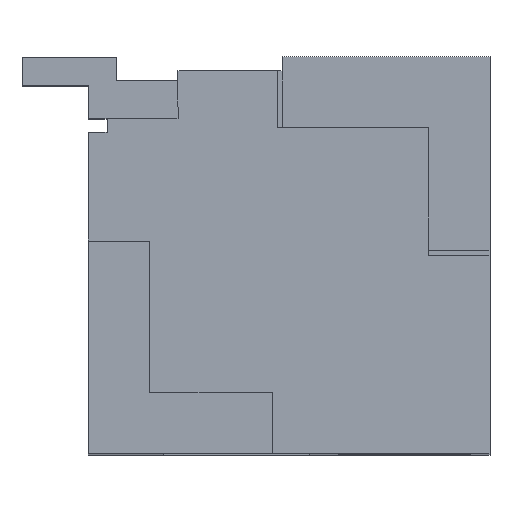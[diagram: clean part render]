
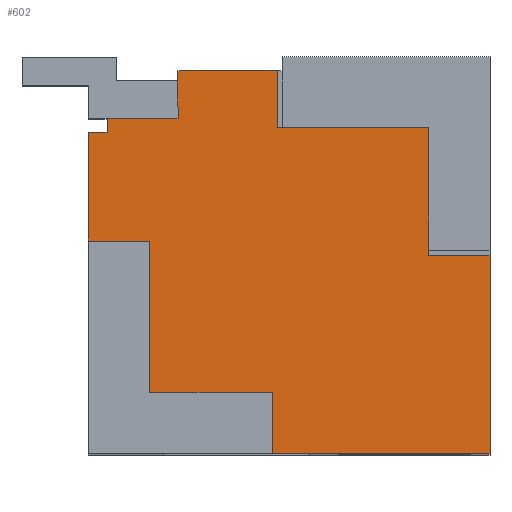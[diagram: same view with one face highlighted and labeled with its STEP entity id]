
A CAD part, top view. The second image highlights one B-rep face of the part: STEP entity #602.
In plain terms, the highlighted planar face has unit normal (0, 0, 1).
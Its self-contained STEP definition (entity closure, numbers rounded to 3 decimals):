
#26 = CARTESIAN_POINT ( 'NONE',  ( 0., 0.33, 4.76 ) ) ;
#48 = VECTOR ( 'NONE', #1843, 1000. ) ;
#51 = EDGE_CURVE ( 'NONE', #343, #1279, #1173, .T. ) ;
#68 = CARTESIAN_POINT ( 'NONE',  ( 2.03, -1.92, 4.76 ) ) ;
#114 = EDGE_CURVE ( 'NONE', #4026, #329, #2761, .T. ) ;
#226 = ORIENTED_EDGE ( 'NONE', *, *, #3700, .F. ) ;
#232 = CARTESIAN_POINT ( 'NONE',  ( 1.38, 0.18, 4.76 ) ) ;
#238 = EDGE_CURVE ( 'NONE', #4251, #2762, #2618, .T. ) ;
#324 = VECTOR ( 'NONE', #1673, 1000. ) ;
#329 = VERTEX_POINT ( 'NONE', #3267 ) ;
#343 = VERTEX_POINT ( 'NONE', #1321 ) ;
#437 = LINE ( 'NONE', #1984, #4309 ) ;
#455 = LINE ( 'NONE', #758, #1732 ) ;
#485 = EDGE_CURVE ( 'NONE', #947, #2963, #437, .T. ) ;
#508 = LINE ( 'NONE', #2872, #515 ) ;
#512 = VECTOR ( 'NONE', #1192, 1000. ) ;
#515 = VECTOR ( 'NONE', #4411, 1000. ) ;
#554 = DIRECTION ( 'NONE',  ( 0., 0., 1. ) ) ;
#577 = LINE ( 'NONE', #4765, #4086 ) ;
#602 = ADVANCED_FACE ( 'NONE', ( #2516 ), #935, .T. ) ;
#608 = CARTESIAN_POINT ( 'NONE',  ( -1.57, 0.33, 4.76 ) ) ;
#675 = VERTEX_POINT ( 'NONE', #1773 ) ;
#681 = VECTOR ( 'NONE', #4627, 1000. ) ;
#745 = VECTOR ( 'NONE', #4238, 1000. ) ;
#751 = DIRECTION ( 'NONE',  ( 1., 0., 0. ) ) ;
#758 = CARTESIAN_POINT ( 'NONE',  ( -0.27, 0., 4.76 ) ) ;
#905 = ORIENTED_EDGE ( 'NONE', *, *, #4329, .T. ) ;
#935 = PLANE ( 'NONE',  #3981 ) ;
#944 = EDGE_CURVE ( 'NONE', #1845, #675, #4107, .T. ) ;
#947 = VERTEX_POINT ( 'NONE', #608 ) ;
#956 = VECTOR ( 'NONE', #751, 1000. ) ;
#1013 = LINE ( 'NONE', #2229, #1340 ) ;
#1047 = VECTOR ( 'NONE', #3097, 1000. ) ;
#1055 = DIRECTION ( 'NONE',  ( 0., -1., 0. ) ) ;
#1056 = VECTOR ( 'NONE', #4960, 1000. ) ;
#1125 = ORIENTED_EDGE ( 'NONE', *, *, #1887, .T. ) ;
#1128 = LINE ( 'NONE', #2697, #745 ) ;
#1129 = DIRECTION ( 'NONE',  ( 0., -1., 0. ) ) ;
#1173 = LINE ( 'NONE', #4158, #956 ) ;
#1192 = DIRECTION ( 'NONE',  ( 1., 0., 0. ) ) ;
#1228 = EDGE_CURVE ( 'NONE', #1637, #4251, #1128, .T. ) ;
#1279 = VERTEX_POINT ( 'NONE', #1288 ) ;
#1288 = CARTESIAN_POINT ( 'NONE',  ( -0.22, 2.13, 4.76 ) ) ;
#1321 = CARTESIAN_POINT ( 'NONE',  ( -1.27, 2.13, 4.76 ) ) ;
#1340 = VECTOR ( 'NONE', #1457, 1000. ) ;
#1411 = EDGE_CURVE ( 'NONE', #343, #675, #1441, .T. ) ;
#1441 = LINE ( 'NONE', #3395, #3655 ) ;
#1457 = DIRECTION ( 'NONE',  ( -1., 0., 0. ) ) ;
#1477 = CARTESIAN_POINT ( 'NONE',  ( -2.02, 1.48, 4.76 ) ) ;
#1608 = CARTESIAN_POINT ( 'NONE',  ( -2.02, 1.48, 4.76 ) ) ;
#1620 = CARTESIAN_POINT ( 'NONE',  ( 0., 1.53, 4.76 ) ) ;
#1637 = VERTEX_POINT ( 'NONE', #3029 ) ;
#1673 = DIRECTION ( 'NONE',  ( -1., 0., 0. ) ) ;
#1701 = EDGE_LOOP ( 'NONE', ( #3559, #4504, #4580, #3953, #1895, #2654, #226, #4642, #1125, #3933, #3921, #4476, #3357, #3099, #2920, #905 ) ) ;
#1732 = VECTOR ( 'NONE', #1924, 1000. ) ;
#1773 = CARTESIAN_POINT ( 'NONE',  ( -1.27, 1.63, 4.76 ) ) ;
#1809 = CARTESIAN_POINT ( 'NONE',  ( -1.27, 1.63, 4.76 ) ) ;
#1843 = DIRECTION ( 'NONE',  ( 1., 0., 0. ) ) ;
#1845 = VERTEX_POINT ( 'NONE', #3855 ) ;
#1879 = VECTOR ( 'NONE', #4920, 1000. ) ;
#1887 = EDGE_CURVE ( 'NONE', #4645, #947, #2033, .T. ) ;
#1895 = ORIENTED_EDGE ( 'NONE', *, *, #944, .F. ) ;
#1924 = DIRECTION ( 'NONE',  ( 0., -1., 0. ) ) ;
#1984 = CARTESIAN_POINT ( 'NONE',  ( -1.57, 0., 4.76 ) ) ;
#2033 = LINE ( 'NONE', #26, #512 ) ;
#2125 = VERTEX_POINT ( 'NONE', #1608 ) ;
#2210 = EDGE_CURVE ( 'NONE', #329, #1279, #508, .T. ) ;
#2229 = CARTESIAN_POINT ( 'NONE',  ( 0., 0.18, 4.76 ) ) ;
#2265 = CARTESIAN_POINT ( 'NONE',  ( 1.38, 0., 4.76 ) ) ;
#2397 = EDGE_CURVE ( 'NONE', #3298, #2762, #455, .T. ) ;
#2510 = VECTOR ( 'NONE', #3796, 1000. ) ;
#2516 = FACE_OUTER_BOUND ( 'NONE', #1701, .T. ) ;
#2608 = CARTESIAN_POINT ( 'NONE',  ( -2.22, 0.33, 4.76 ) ) ;
#2618 = LINE ( 'NONE', #3476, #1047 ) ;
#2654 = ORIENTED_EDGE ( 'NONE', *, *, #2897, .F. ) ;
#2678 = VERTEX_POINT ( 'NONE', #3115 ) ;
#2684 = CARTESIAN_POINT ( 'NONE',  ( -1.57, -1.27, 4.76 ) ) ;
#2697 = CARTESIAN_POINT ( 'NONE',  ( 2.03, -1.92, 4.76 ) ) ;
#2761 = LINE ( 'NONE', #1620, #324 ) ;
#2762 = VERTEX_POINT ( 'NONE', #4021 ) ;
#2872 = CARTESIAN_POINT ( 'NONE',  ( -0.22, 0., 4.76 ) ) ;
#2897 = EDGE_CURVE ( 'NONE', #2125, #1845, #3033, .T. ) ;
#2920 = ORIENTED_EDGE ( 'NONE', *, *, #4080, .T. ) ;
#2963 = VERTEX_POINT ( 'NONE', #2684 ) ;
#3008 = LINE ( 'NONE', #4166, #48 ) ;
#3029 = CARTESIAN_POINT ( 'NONE',  ( 2.03, 0.18, 4.76 ) ) ;
#3033 = LINE ( 'NONE', #3892, #1056 ) ;
#3097 = DIRECTION ( 'NONE',  ( -1., 0., 0. ) ) ;
#3099 = ORIENTED_EDGE ( 'NONE', *, *, #1228, .F. ) ;
#3115 = CARTESIAN_POINT ( 'NONE',  ( -2.22, 1.48, 4.76 ) ) ;
#3267 = CARTESIAN_POINT ( 'NONE',  ( -0.22, 1.53, 4.76 ) ) ;
#3298 = VERTEX_POINT ( 'NONE', #3943 ) ;
#3357 = ORIENTED_EDGE ( 'NONE', *, *, #238, .F. ) ;
#3395 = CARTESIAN_POINT ( 'NONE',  ( -1.27, 0., 4.76 ) ) ;
#3424 = LINE ( 'NONE', #2265, #2510 ) ;
#3476 = CARTESIAN_POINT ( 'NONE',  ( -2.22, -1.92, 4.76 ) ) ;
#3559 = ORIENTED_EDGE ( 'NONE', *, *, #114, .T. ) ;
#3652 = DIRECTION ( 'NONE',  ( 1., 0., 0. ) ) ;
#3655 = VECTOR ( 'NONE', #1055, 1000. ) ;
#3700 = EDGE_CURVE ( 'NONE', #2678, #2125, #4921, .T. ) ;
#3796 = DIRECTION ( 'NONE',  ( 0., 1., 0. ) ) ;
#3855 = CARTESIAN_POINT ( 'NONE',  ( -2.02, 1.63, 4.76 ) ) ;
#3892 = CARTESIAN_POINT ( 'NONE',  ( -2.02, 1.63, 4.76 ) ) ;
#3912 = CARTESIAN_POINT ( 'NONE',  ( 1.38, 1.53, 4.76 ) ) ;
#3921 = ORIENTED_EDGE ( 'NONE', *, *, #4157, .T. ) ;
#3933 = ORIENTED_EDGE ( 'NONE', *, *, #485, .T. ) ;
#3943 = CARTESIAN_POINT ( 'NONE',  ( -0.27, -1.27, 4.76 ) ) ;
#3953 = ORIENTED_EDGE ( 'NONE', *, *, #1411, .T. ) ;
#3981 = AXIS2_PLACEMENT_3D ( 'NONE', #4031, #554, #3652 ) ;
#4021 = CARTESIAN_POINT ( 'NONE',  ( -0.27, -1.92, 4.76 ) ) ;
#4026 = VERTEX_POINT ( 'NONE', #3912 ) ;
#4031 = CARTESIAN_POINT ( 'NONE',  ( 0., 0., 4.76 ) ) ;
#4080 = EDGE_CURVE ( 'NONE', #1637, #4547, #1013, .T. ) ;
#4086 = VECTOR ( 'NONE', #4370, 1000. ) ;
#4107 = LINE ( 'NONE', #1809, #1879 ) ;
#4157 = EDGE_CURVE ( 'NONE', #2963, #3298, #3008, .T. ) ;
#4158 = CARTESIAN_POINT ( 'NONE',  ( 2.03, 2.13, 4.76 ) ) ;
#4166 = CARTESIAN_POINT ( 'NONE',  ( 0., -1.27, 4.76 ) ) ;
#4238 = DIRECTION ( 'NONE',  ( 0., -1., 0. ) ) ;
#4251 = VERTEX_POINT ( 'NONE', #68 ) ;
#4309 = VECTOR ( 'NONE', #1129, 1000. ) ;
#4329 = EDGE_CURVE ( 'NONE', #4547, #4026, #3424, .T. ) ;
#4370 = DIRECTION ( 'NONE',  ( 0., -1., 0. ) ) ;
#4411 = DIRECTION ( 'NONE',  ( 0., 1., 0. ) ) ;
#4472 = EDGE_CURVE ( 'NONE', #2678, #4645, #577, .T. ) ;
#4476 = ORIENTED_EDGE ( 'NONE', *, *, #2397, .T. ) ;
#4504 = ORIENTED_EDGE ( 'NONE', *, *, #2210, .T. ) ;
#4547 = VERTEX_POINT ( 'NONE', #232 ) ;
#4580 = ORIENTED_EDGE ( 'NONE', *, *, #51, .F. ) ;
#4627 = DIRECTION ( 'NONE',  ( 1., 0., 0. ) ) ;
#4642 = ORIENTED_EDGE ( 'NONE', *, *, #4472, .T. ) ;
#4645 = VERTEX_POINT ( 'NONE', #2608 ) ;
#4765 = CARTESIAN_POINT ( 'NONE',  ( -2.22, 0., 4.76 ) ) ;
#4920 = DIRECTION ( 'NONE',  ( 1., 0., 0. ) ) ;
#4921 = LINE ( 'NONE', #1477, #681 ) ;
#4960 = DIRECTION ( 'NONE',  ( 0., 1., 0. ) ) ;
